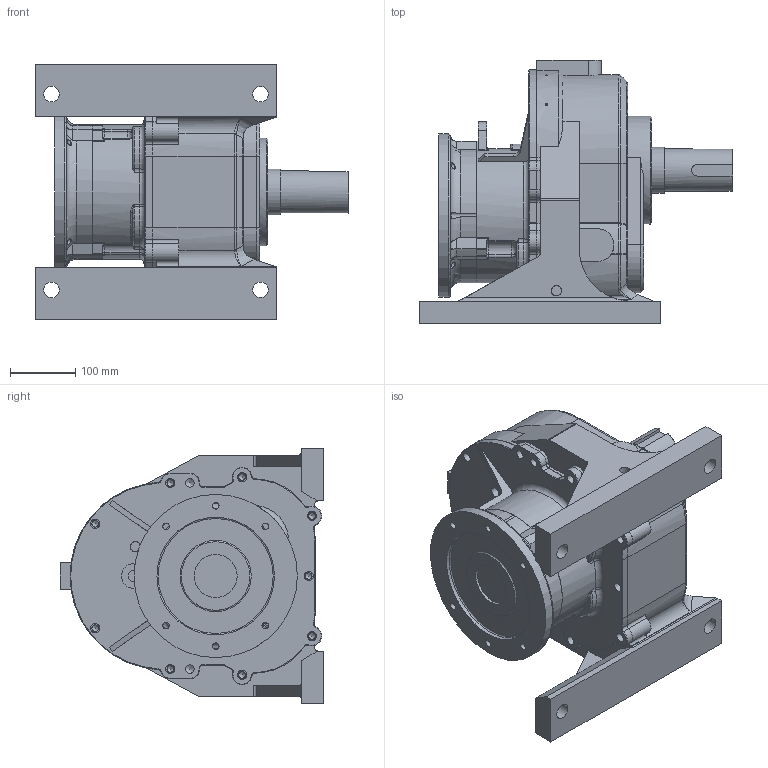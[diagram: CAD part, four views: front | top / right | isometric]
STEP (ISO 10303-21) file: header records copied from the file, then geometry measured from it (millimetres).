
FILE_DESCRIPTION (( 'STEP AP214' ), '1' );
FILE_NAME ('EK2DO07811H001_F1HF_3.7KW_R60.stp', '2022-07-04T00:16:42', ( 'Windows 餌辨濠' ), ( '' ), 'SwSTEP 2.0', 'SolidWorks 2021', '' );
FILE_SCHEMA (( 'AUTOMOTIVE_DESIGN' ));
Length unit declared in the file: millimetre
Products named in the file (5): DKG1300341__3.7; 23_3.7KW; DKA0800231_BRACKET; CASING_DKA0102312; EK2DO07811H001_F1HF_3.7KW_R60
Assembly tree (4 placements, depth 2):
  EK2DO07811H001_F1HF_3.7KW_R60
    CASING_DKA0102312
    DKA0800231_BRACKET
    DKG1300341__3.7
    23_3.7KW
Bounding box: 480 x 403.5 x 390 mm (x, y, z)
Volume: 23848980 mm3; surface area: 1085805.4 mm2
Topology: 4 solids, 4 shells, 562 faces, 1466 edges, 898 vertices
Faces by surface type: cylinder 216, plane 129, torus 99, bspline 70, cone 42, sphere 6
Full cylindrical faces by diameter (mm): 2.7 x2, 6.8 x3, 9 x3, 10.2 x16, 13 x4, 14 x9, 18 x1, 24 x4, 65 x1, 66 x1, 70 x1, 165 x1, 180 x1, 250 x1
Entity records: 21080 total; most frequent: CARTESIAN_POINT 7498, DIRECTION 2755, ORIENTED_EDGE 2680, EDGE_CURVE 1340, AXIS2_PLACEMENT_3D 1147, VERTEX_POINT 866, EDGE_LOOP 694, CIRCLE 648
